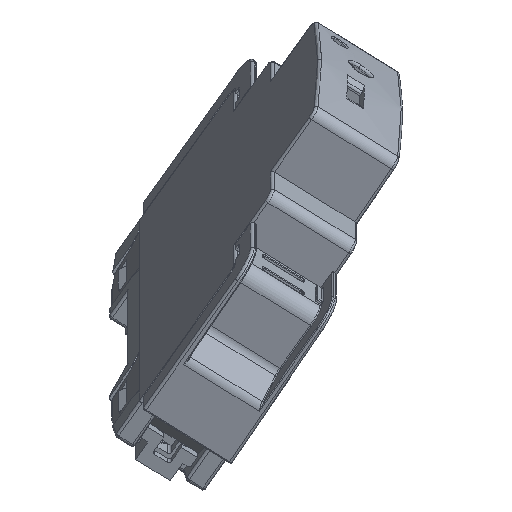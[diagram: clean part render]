
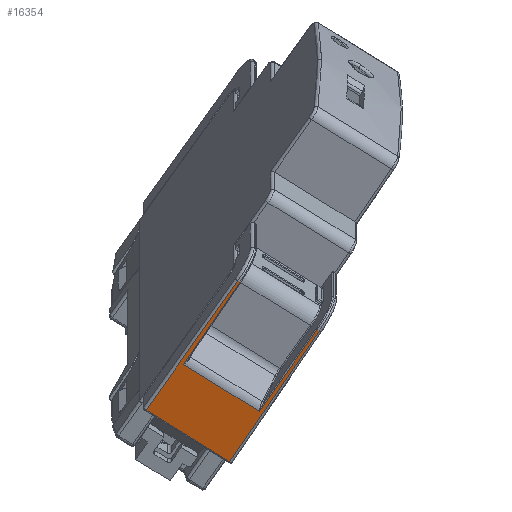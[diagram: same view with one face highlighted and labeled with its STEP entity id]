
A CAD part, front view. The second image highlights one B-rep face of the part: STEP entity #16354.
In plain terms, the highlighted face is planar.
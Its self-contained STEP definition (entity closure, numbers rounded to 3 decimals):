
#13187=CARTESIAN_POINT('Vertex',(-8.205,12.255,0.044)) ;
#13335=CARTESIAN_POINT('Vertex',(8.205,12.255,0.044)) ;
#13374=CARTESIAN_POINT('Line Origine',(8.3,12.255,0.044)) ;
#13378=CARTESIAN_POINT('Vertex',(7.807,12.255,0.044)) ;
#13495=CARTESIAN_POINT('Line Origine',(-8.3,12.255,0.044)) ;
#13499=CARTESIAN_POINT('Vertex',(-7.807,12.255,0.044)) ;
#13755=CARTESIAN_POINT('Line Origine',(-7.701,12.361,-12.02)) ;
#13759=CARTESIAN_POINT('Vertex',(-7.654,12.408,-17.499)) ;
#14531=CARTESIAN_POINT('Line Origine',(7.701,12.361,-12.02)) ;
#14535=CARTESIAN_POINT('Vertex',(7.654,12.408,-17.499)) ;
#14665=CARTESIAN_POINT('Line Origine',(0.,12.408,-17.499)) ;
#16280=CARTESIAN_POINT('Line Origine',(-8.305,12.355,-11.432)) ;
#16284=CARTESIAN_POINT('Vertex',(-8.448,12.498,-27.798)) ;
#16306=CARTESIAN_POINT('Line Origine',(8.306,12.356,-11.493)) ;
#16310=CARTESIAN_POINT('Vertex',(8.448,12.498,-27.798)) ;
#16334=CARTESIAN_POINT('Axis2P3D Location',(0.,12.5,-28.)) ;
#16339=CARTESIAN_POINT('Line Origine',(0.,12.498,-27.798)) ;
#13375=DIRECTION('Vector Direction',(1.,0.,0.)) ;
#13496=DIRECTION('Vector Direction',(1.,0.,0.)) ;
#13756=DIRECTION('Vector Direction',(-0.009,-0.009,1.)) ;
#14532=DIRECTION('Vector Direction',(-0.009,0.009,-1.)) ;
#14666=DIRECTION('Vector Direction',(1.,0.,0.)) ;
#16281=DIRECTION('Vector Direction',(0.009,-0.009,1.)) ;
#16307=DIRECTION('Vector Direction',(-0.009,-0.009,1.)) ;
#16335=DIRECTION('Axis2P3D Direction',(-0.,1.,0.009)) ;
#16336=DIRECTION('Axis2P3D XDirection',(0.,-0.009,1.)) ;
#16340=DIRECTION('Vector Direction',(1.,0.,0.)) ;
#16337=AXIS2_PLACEMENT_3D('Plane Axis2P3D',#16334,#16335,#16336) ;
#16345=ORIENTED_EDGE('',*,*,#16286,.T.) ;
#16346=ORIENTED_EDGE('',*,*,#13501,.T.) ;
#16347=ORIENTED_EDGE('',*,*,#13761,.T.) ;
#16348=ORIENTED_EDGE('',*,*,#14669,.F.) ;
#16349=ORIENTED_EDGE('',*,*,#14537,.T.) ;
#16350=ORIENTED_EDGE('',*,*,#13380,.F.) ;
#16351=ORIENTED_EDGE('',*,*,#16312,.T.) ;
#16352=ORIENTED_EDGE('',*,*,#16343,.F.) ;
#13376=VECTOR('Line Direction',#13375,1.) ;
#13497=VECTOR('Line Direction',#13496,1.) ;
#13757=VECTOR('Line Direction',#13756,1.) ;
#14533=VECTOR('Line Direction',#14532,1.) ;
#14667=VECTOR('Line Direction',#14666,1.) ;
#16282=VECTOR('Line Direction',#16281,1.) ;
#16308=VECTOR('Line Direction',#16307,1.) ;
#16341=VECTOR('Line Direction',#16340,1.) ;
#16354=ADVANCED_FACE('PartBody',(#16353),#16338,.T.) ;
#13380=EDGE_CURVE('',#13336,#13379,#13377,.F.) ;
#13501=EDGE_CURVE('',#13188,#13500,#13498,.T.) ;
#13761=EDGE_CURVE('',#13500,#13760,#13758,.F.) ;
#14537=EDGE_CURVE('',#14536,#13379,#14534,.F.) ;
#14669=EDGE_CURVE('',#14536,#13760,#14668,.F.) ;
#16286=EDGE_CURVE('',#16285,#13188,#16283,.T.) ;
#16312=EDGE_CURVE('',#13336,#16311,#16309,.F.) ;
#16343=EDGE_CURVE('',#16285,#16311,#16342,.T.) ;
#16344=EDGE_LOOP('',(#16345,#16346,#16347,#16348,#16349,#16350,#16351,#16352)) ;
#16353=FACE_OUTER_BOUND('',#16344,.T.) ;
#13377=LINE('Line',#13374,#13376) ;
#13498=LINE('Line',#13495,#13497) ;
#13758=LINE('Line',#13755,#13757) ;
#14534=LINE('Line',#14531,#14533) ;
#14668=LINE('Line',#14665,#14667) ;
#16283=LINE('Line',#16280,#16282) ;
#16309=LINE('Line',#16306,#16308) ;
#16342=LINE('Line',#16339,#16341) ;
#16338=PLANE('',#16337) ;
#13188=VERTEX_POINT('',#13187) ;
#13336=VERTEX_POINT('',#13335) ;
#13379=VERTEX_POINT('',#13378) ;
#13500=VERTEX_POINT('',#13499) ;
#13760=VERTEX_POINT('',#13759) ;
#14536=VERTEX_POINT('',#14535) ;
#16285=VERTEX_POINT('',#16284) ;
#16311=VERTEX_POINT('',#16310) ;
